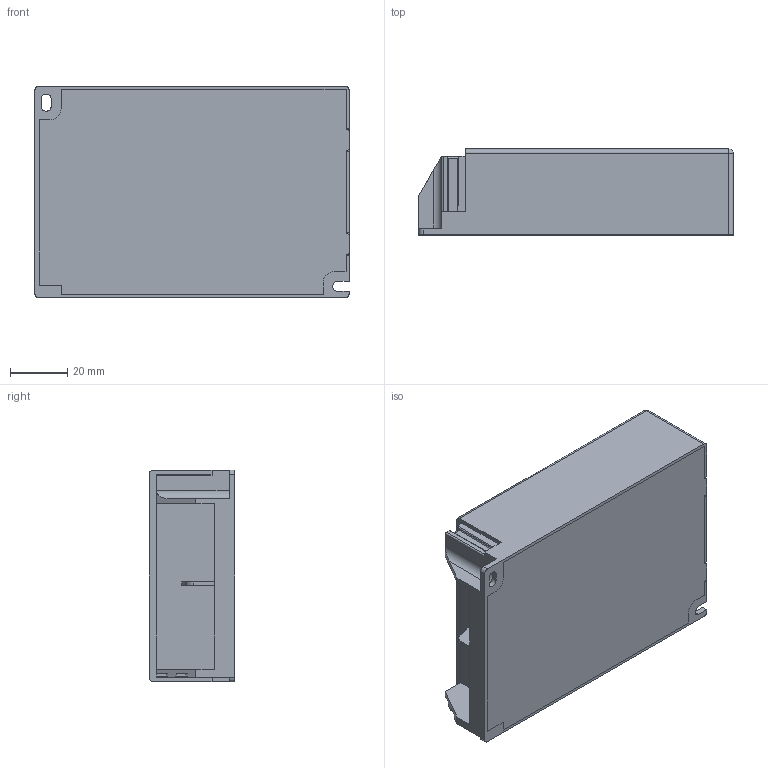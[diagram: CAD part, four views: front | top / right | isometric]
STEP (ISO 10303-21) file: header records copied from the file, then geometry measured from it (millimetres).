
FILE_DESCRIPTION((''),'2;1');
FILE_NAME('ZHUANGPEITU-60W_ASM','2019-09-25T',('tao.su'),(''),'PRO/ENGINEER BY PARAMETRIC TECHNOLOGY CORPORATION, 2010280','PRO/ENGINEER BY PARAMETRIC TECHNOLOGY CORPORATION, 2010280','');
FILE_SCHEMA(('CONFIG_CONTROL_DESIGN'));
Length unit declared in the file: millimetre
Products named in the file (3): BOTTOM-60W; TOP-60W; ZHUANGPEITU-60W_ASM
Assembly tree (2 placements, depth 2):
  ZHUANGPEITU-60W_ASM
    BOTTOM-60W
    TOP-60W
Bounding box: 110 x 30 x 74 mm (x, y, z)
Volume: 34937.8 mm3; surface area: 55751.2 mm2
Topology: 2 solids, 2 shells, 281 faces, 773 edges, 505 vertices
Faces by surface type: plane 230, cylinder 41, bspline 4, sphere 3, cone 2, torus 1
Entity records: 9165 total; most frequent: CARTESIAN_POINT 1928, ORIENTED_EDGE 1546, DIRECTION 1379, EDGE_CURVE 773, VECTOR 683, LINE 683, VERTEX_POINT 505, AXIS2_PLACEMENT_3D 348
